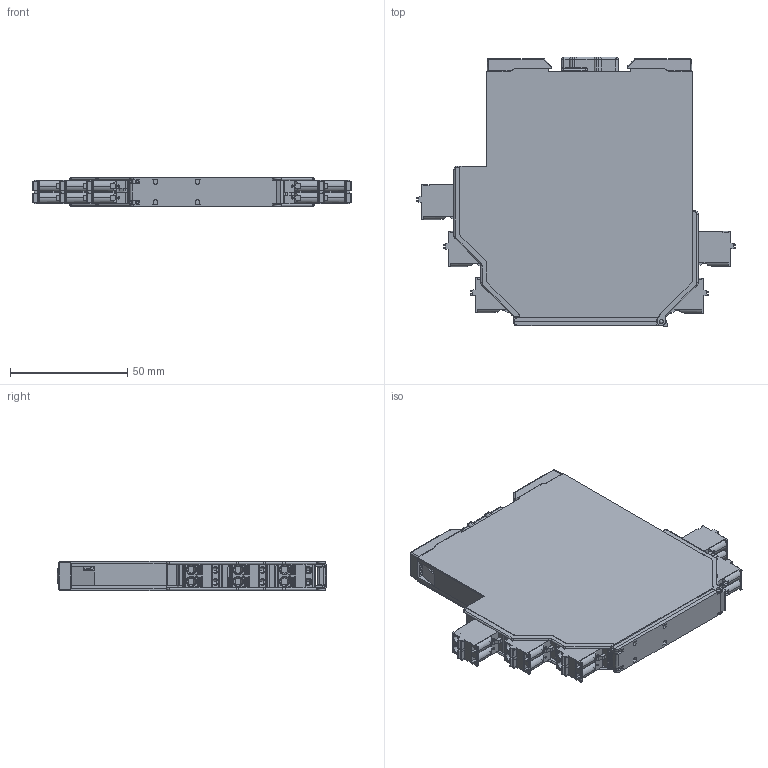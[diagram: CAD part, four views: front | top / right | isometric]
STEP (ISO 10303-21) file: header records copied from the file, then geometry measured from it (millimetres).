
FILE_DESCRIPTION((''),'2;1');
FILE_NAME('CAD-8652_ASM','2023-04-13T09:48:52',('creinig-se'),(''),'CREO PARAMETRIC BY PTC INC, 2022284','CREO PARAMETRIC BY PTC INC, 2022284','');
FILE_SCHEMA(('CONFIG_CONTROL_DESIGN','SHAPE_APPEARANCE_LAYERS_GROUPS'));
Products named in the file (4): CAD-8035_SW0001_TEILW; CAD-8035_KC_SLIDER; CAD-8652_FKCT_2_5-2-ST-5; CAD-8652_ASM
Assembly tree (8 placements, depth 2):
  CAD-8652_ASM
    CAD-8035_SW0001_TEILW
    CAD-8035_KC_SLIDER  x2
    CAD-8652_FKCT_2_5-2-ST-5  x5
Bounding box: 136 x 115.32 x 12.5 mm (x, y, z)
Volume: 131409 mm3; surface area: 44604.1 mm2
Topology: 9 solids, 9 shells, 2415 faces, 6672 edges, 4257 vertices
Faces by surface type: plane 1498, cylinder 705, cone 72, sphere 64, torus 46, bspline 30
Entity records: 57291 total; most frequent: CARTESIAN_POINT 12925, ORIENTED_EDGE 8116, DIRECTION 6930, EDGE_CURVE 4058, VECTOR 2952, LINE 2952, VERTEX_POINT 2612, AXIS2_PLACEMENT_3D 1989
